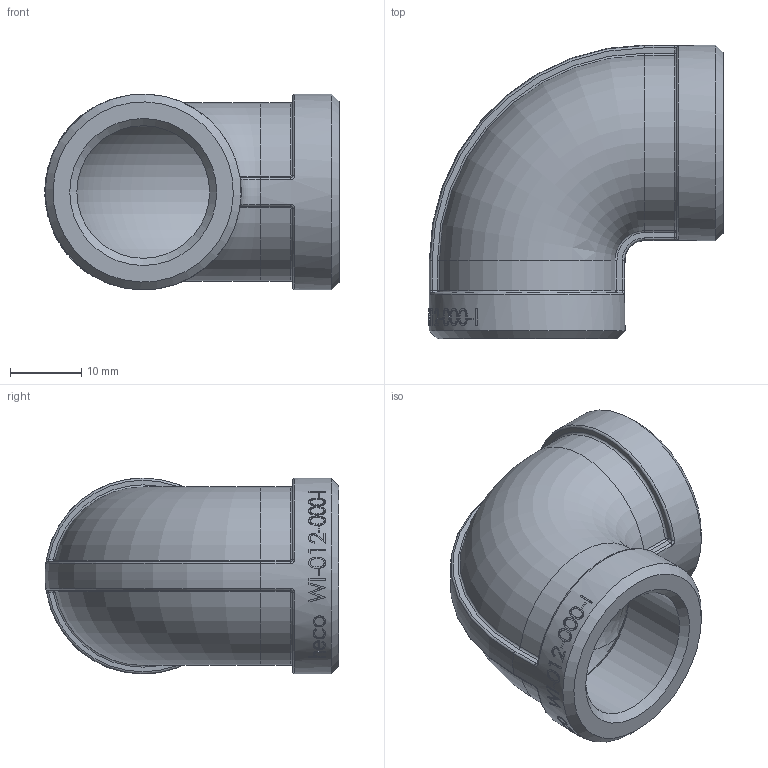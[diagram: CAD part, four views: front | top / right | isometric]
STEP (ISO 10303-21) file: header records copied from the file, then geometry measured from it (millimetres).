
FILE_DESCRIPTION (( 'STEP AP214' ), '1' );
FILE_NAME ('heco_WI-012-000-I.STEP', '2016-07-11T07:14:12', ( '' ), ( '' ), 'SwSTEP 2.0', 'SolidWorks 2011', '' );
FILE_SCHEMA (( 'AUTOMOTIVE_DESIGN' ));
Length unit declared in the file: millimetre
Products named in the file (1): heco_WI-012-000-I
Bounding box: 41.3 x 41.24 x 27.5 mm (x, y, z)
Volume: 9518 mm3; surface area: 7829.5 mm2
Topology: 1 solids, 1 shells, 247 faces, 610 edges, 384 vertices
Faces by surface type: bspline 101, plane 56, cylinder 55, torus 21, sphere 8, cone 6
Full cylindrical faces by diameter (mm): 18.631 x2, 27.5 x2
Entity records: 20568 total; most frequent: CARTESIAN_POINT 13957, ORIENTED_EDGE 1178, DIRECTION 700, EDGE_CURVE 589, VERTEX_POINT 378, B_SPLINE_CURVE_WITH_KNOTS 327, AXIS2_PLACEMENT_3D 291, EDGE_LOOP 283
